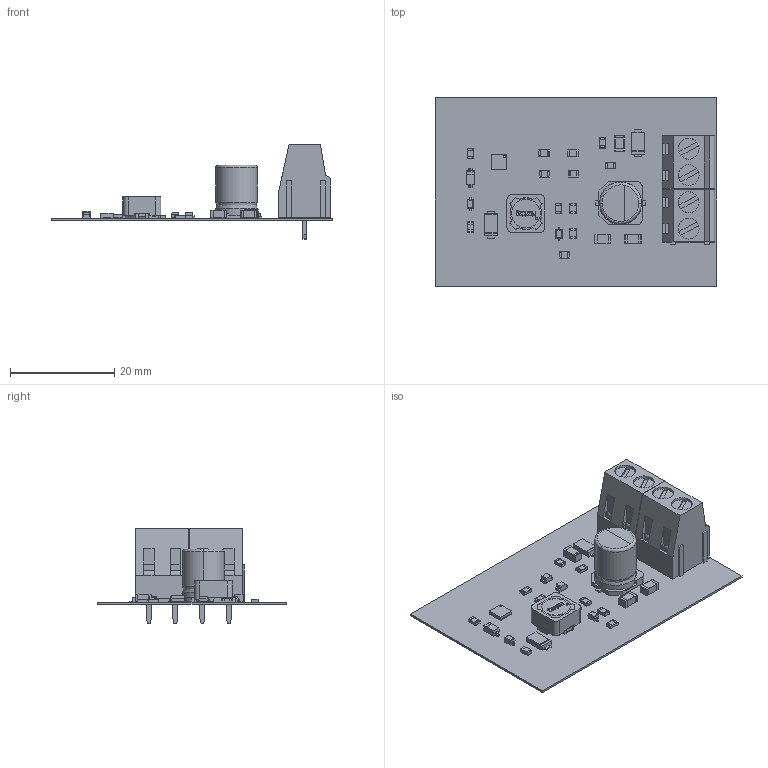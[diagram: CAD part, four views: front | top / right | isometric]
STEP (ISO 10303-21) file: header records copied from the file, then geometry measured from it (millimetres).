
FILE_DESCRIPTION(('Open CASCADE Model'),'2;1');
FILE_NAME('Open CASCADE Shape Model','2025-04-30T11:39:46',('Author'),( 'Open CASCADE'),'Open CASCADE STEP processor 7.5','Open CASCADE 7.5' ,'Unknown');
FILE_SCHEMA(('AUTOMOTIVE_DESIGN { 1 0 10303 214 1 1 1 1 }'));
Length unit declared in the file: millimetre
Products named in the file (63): PCB; Board; Open CASCADE STEP translator 7.5 1.1.1; U1; LT3652EDD#PBF; R8; R805; R7; R6; R5; R4; R3; R2; R1; R9; P2; 2er Terminal Block; 2er Terminalblock_2; Pin (1) (19); Tornillo (1) (19); Cubo interno (1) (19); Pin (1) (1) (18); Tornillo (1) (1) (18); Cubo interno (1) (1) (18); 1er Terminalblock (7); Pin (1) (11); Tornillo (1) (11); Cubo interno (1) (11); Pin (1) (1) (10); Tornillo (1) (1) (10); Cubo interno (1) (1) (10); Open CASCADE STEP translator 7.5 1.12.1.1.8; P1; LED2; LED; LED1; L1; WE-PD_7345_p-base_7447779xx; Boden; Pins ...
Assembly tree (75 placements, depth 6):
  PCB
    Board
      Open CASCADE STEP translator 7.5 1.1.1
    U1
      LT3652EDD#PBF
    R8
      R805
    R7
      R805
    R6
      R805
    R5
      R805
    R4
      R805
    R3
      R805
    R2
      R805
    R1
      R805
    R9
      R805
    P2
      2er Terminal Block
        2er Terminalblock_2
          Pin (1) (19)
          Tornillo (1) (19)
          Cubo interno (1) (19)
          Pin (1) (1) (18)
          Tornillo (1) (1) (18)
          Cubo interno (1) (1) (18)
          1er Terminalblock (7)
            Pin (1) (11)
            Tornillo (1) (11)
            Cubo interno (1) (11)
            Pin (1) (1) (10)
            Tornillo (1) (1) (10)
            Cubo interno (1) (1) (10)
          Open CASCADE STEP translator 7.5 1.12.1.1.8
    P1
      2er Terminal Block
        2er Terminalblock_2
          Pin (1) (19)
          Tornillo (1) (19)
          Cubo interno (1) (19)
          Pin (1) (1) (18)
          Tornillo (1) (1) (18)
          Cubo interno (1) (1) (18)
          1er Terminalblock (7)
            Pin (1) (11)
            Tornillo (1) (11)
            Cubo interno (1) (11)
            Pin (1) (1) (10)
            Tornillo (1) (1) (10)
            Cubo interno (1) (1) (10)
          Open CASCADE STEP translator 7.5 1.12.1.1.8
    LED2
      LED
    LED1
Bounding box: 54.1 x 36.14 x 18.25 mm (x, y, z)
Volume: 2797.7 mm3; surface area: 9638.4 mm2
Topology: 104 solids, 392 shells, 1885 faces, 5378 edges, 3945 vertices
Faces by surface type: plane 1460, cylinder 345, sphere 32, bspline 26, extrusion 14, cone 8
Full cylindrical faces by diameter (mm): 0.4 x1, 1.2 x4, 2.75 x1, 4 x4, 5.5 x3, 5.75 x1
Entity records: 48766 total; most frequent: CARTESIAN_POINT 14335, DIRECTION 5979, ORIENTED_EDGE 5730, EDGE_CURVE 3209, VECTOR 2371, LINE 2357, VERTEX_POINT 2315, AXIS2_PLACEMENT_3D 1804
